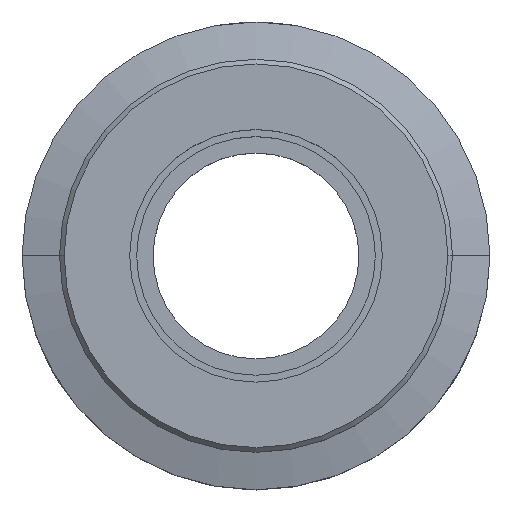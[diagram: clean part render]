
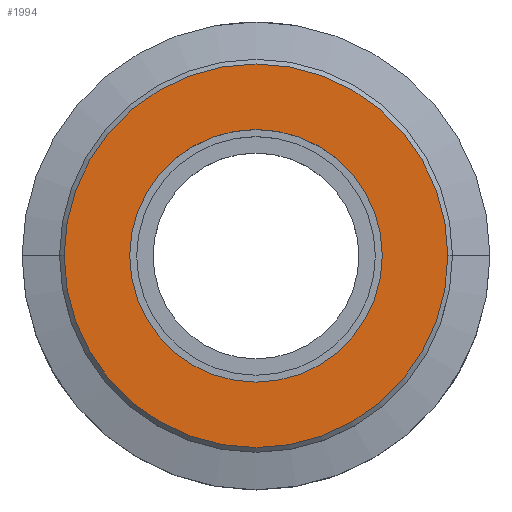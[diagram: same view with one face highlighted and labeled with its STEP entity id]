
A CAD part, top view. The second image highlights one B-rep face of the part: STEP entity #1994.
In plain terms, the highlighted planar face has unit normal (0, 0, 1).
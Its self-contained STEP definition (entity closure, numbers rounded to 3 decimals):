
#14 = VERTEX_POINT ( 'NONE', #2093 ) ;
#111 = EDGE_CURVE ( 'NONE', #2479, #855, #1559, .T. ) ;
#216 = AXIS2_PLACEMENT_3D ( 'NONE', #2325, #2330, #2337 ) ;
#282 = ORIENTED_EDGE ( 'NONE', *, *, #1773, .T. ) ;
#311 = ORIENTED_EDGE ( 'NONE', *, *, #1395, .T. ) ;
#431 = FACE_BOUND ( 'NONE', #1876, .T. ) ;
#816 = CARTESIAN_POINT ( 'NONE',  ( 20.5, 0., 11.9 ) ) ;
#855 = VERTEX_POINT ( 'NONE', #816 ) ;
#869 = PLANE ( 'NONE',  #953 ) ;
#880 = EDGE_CURVE ( 'NONE', #969, #14, #905, .T. ) ;
#905 = CIRCLE ( 'NONE', #2347, 13.5 ) ;
#953 = AXIS2_PLACEMENT_3D ( 'NONE', #1040, #1205, #1230 ) ;
#969 = VERTEX_POINT ( 'NONE', #2106 ) ;
#982 = CARTESIAN_POINT ( 'NONE',  ( -20.5, 0., 11.9 ) ) ;
#1040 = CARTESIAN_POINT ( 'NONE',  ( 0., 13.5, 11.9 ) ) ;
#1059 = FACE_OUTER_BOUND ( 'NONE', #1356, .T. ) ;
#1205 = DIRECTION ( 'NONE',  ( 0., 0., 1. ) ) ;
#1206 = ORIENTED_EDGE ( 'NONE', *, *, #111, .T. ) ;
#1230 = DIRECTION ( 'NONE',  ( 1., 0., 0. ) ) ;
#1273 = DIRECTION ( 'NONE',  ( 0., 0., 1. ) ) ;
#1356 = EDGE_LOOP ( 'NONE', ( #1206, #282 ) ) ;
#1395 = EDGE_CURVE ( 'NONE', #14, #969, #1722, .T. ) ;
#1559 = CIRCLE ( 'NONE', #2058, 20.5 ) ;
#1722 = CIRCLE ( 'NONE', #2552, 13.5 ) ;
#1773 = EDGE_CURVE ( 'NONE', #855, #2479, #2523, .T. ) ;
#1842 = DIRECTION ( 'NONE',  ( 1., 0., 0. ) ) ;
#1876 = EDGE_LOOP ( 'NONE', ( #311, #2563 ) ) ;
#1933 = DIRECTION ( 'NONE',  ( -1., 0., 0. ) ) ;
#1994 = ADVANCED_FACE ( 'NONE', ( #1059, #431 ), #869, .T. ) ;
#2018 = CARTESIAN_POINT ( 'NONE',  ( 0., 0., 11.9 ) ) ;
#2047 = DIRECTION ( 'NONE',  ( 0., 0., -1. ) ) ;
#2054 = CARTESIAN_POINT ( 'NONE',  ( 0., 0., 11.9 ) ) ;
#2058 = AXIS2_PLACEMENT_3D ( 'NONE', #2018, #1273, #1842 ) ;
#2093 = CARTESIAN_POINT ( 'NONE',  ( -13.5, 0., 11.9 ) ) ;
#2106 = CARTESIAN_POINT ( 'NONE',  ( 13.5, 0., 11.9 ) ) ;
#2266 = CARTESIAN_POINT ( 'NONE',  ( 0., 0., 11.9 ) ) ;
#2297 = DIRECTION ( 'NONE',  ( 0., 0., -1. ) ) ;
#2325 = CARTESIAN_POINT ( 'NONE',  ( 0., 0., 11.9 ) ) ;
#2330 = DIRECTION ( 'NONE',  ( 0., 0., 1. ) ) ;
#2337 = DIRECTION ( 'NONE',  ( 1., 0., 0. ) ) ;
#2347 = AXIS2_PLACEMENT_3D ( 'NONE', #2266, #2297, #2410 ) ;
#2410 = DIRECTION ( 'NONE',  ( -1., 0., 0. ) ) ;
#2479 = VERTEX_POINT ( 'NONE', #982 ) ;
#2523 = CIRCLE ( 'NONE', #216, 20.5 ) ;
#2552 = AXIS2_PLACEMENT_3D ( 'NONE', #2054, #2047, #1933 ) ;
#2563 = ORIENTED_EDGE ( 'NONE', *, *, #880, .T. ) ;
